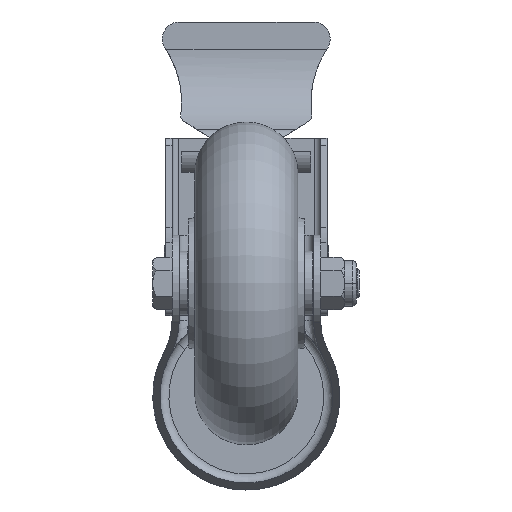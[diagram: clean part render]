
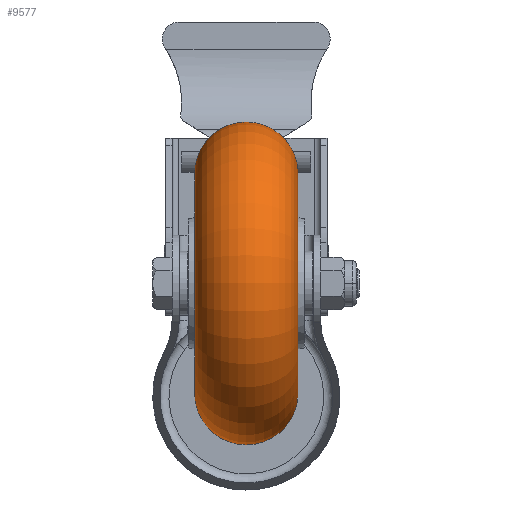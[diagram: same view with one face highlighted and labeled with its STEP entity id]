
A CAD part, front view. The second image highlights one B-rep face of the part: STEP entity #9577.
In plain terms, the highlighted toroidal (fillet/blend) face has major radius 34 mm and minor radius 16 mm.
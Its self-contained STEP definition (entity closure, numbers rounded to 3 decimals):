
#1372=CARTESIAN_POINT('',(15.994,0.,0.));
#1373=DIRECTION('',(-1.,0.,0.));
#1374=DIRECTION('',(0.,0.,-1.));
#1375=AXIS2_PLACEMENT_3D('',#1372,#1373,#1374);
#1377=CARTESIAN_POINT('',(-15.994,0.,0.));
#1378=DIRECTION('',(-1.,0.,0.));
#1379=DIRECTION('',(0.,0.,-1.));
#1380=AXIS2_PLACEMENT_3D('',#1377,#1378,#1379);
#1382=CARTESIAN_POINT('',(-15.994,0.,0.));
#1383=DIRECTION('',(-1.,0.,0.));
#1384=DIRECTION('',(0.,-1.,0.));
#1385=AXIS2_PLACEMENT_3D('',#1382,#1383,#1384);
#1387=CARTESIAN_POINT('',(15.994,0.,0.));
#1388=DIRECTION('',(-1.,0.,0.));
#1389=DIRECTION('',(0.,-1.,0.));
#1390=AXIS2_PLACEMENT_3D('',#1387,#1388,#1389);
#1412=CARTESIAN_POINT('',(0.,0.,34.));
#1413=DIRECTION('',(0.,-1.,0.));
#1414=DIRECTION('',(1.,0.,0.028));
#1415=AXIS2_PLACEMENT_3D('',#1412,#1413,#1414);
#1427=CARTESIAN_POINT('',(0.,0.,-34.));
#1428=DIRECTION('',(0.,1.,0.));
#1429=DIRECTION('',(1.,0.,-0.028));
#1430=AXIS2_PLACEMENT_3D('',#1427,#1428,#1429);
#7031=CARTESIAN_POINT('',(15.994,0.,-34.447));
#7032=CARTESIAN_POINT('',(15.994,-34.447,0.));
#7033=VERTEX_POINT('',#7031);
#7034=VERTEX_POINT('',#7032);
#7035=CARTESIAN_POINT('',(-15.994,0.,-34.447));
#7036=CARTESIAN_POINT('',(-15.994,-34.447,0.));
#7037=VERTEX_POINT('',#7035);
#7038=VERTEX_POINT('',#7036);
#7039=CARTESIAN_POINT('',(15.994,0.,34.447));
#7040=VERTEX_POINT('',#7039);
#7041=CARTESIAN_POINT('',(-15.994,0.,34.447));
#7042=VERTEX_POINT('',#7041);
#9559=CARTESIAN_POINT('',(0.,0.,0.));
#9560=DIRECTION('',(-1.,0.,0.));
#9561=DIRECTION('',(0.,0.,-1.));
#9562=AXIS2_PLACEMENT_3D('',#9559,#9560,#9561);
#9563=TOROIDAL_SURFACE('',#9562,34.,16.);
#9565=ORIENTED_EDGE('',*,*,#9564,.F.);
#9567=ORIENTED_EDGE('',*,*,#9566,.T.);
#9569=ORIENTED_EDGE('',*,*,#9568,.T.);
#9570=ORIENTED_EDGE('',*,*,#9547,.T.);
#9572=ORIENTED_EDGE('',*,*,#9571,.F.);
#9574=ORIENTED_EDGE('',*,*,#9573,.F.);
#9575=EDGE_LOOP('',(#9565,#9567,#9569,#9570,#9572,#9574));
#9576=FACE_OUTER_BOUND('',#9575,.F.);
#9577=ADVANCED_FACE('',(#9576),#9563,.T.);
#1376=CIRCLE('',#1375,34.447);
#1381=CIRCLE('',#1380,34.447);
#1386=CIRCLE('',#1385,34.447);
#1391=CIRCLE('',#1390,34.447);
#1416=CIRCLE('',#1415,16.);
#1431=CIRCLE('',#1430,16.);
#9547=EDGE_CURVE('',#7038,#7042,#1386,.T.);
#9564=EDGE_CURVE('',#7033,#7034,#1376,.T.);
#9566=EDGE_CURVE('',#7033,#7037,#1431,.T.);
#9568=EDGE_CURVE('',#7037,#7038,#1381,.T.);
#9571=EDGE_CURVE('',#7040,#7042,#1416,.T.);
#9573=EDGE_CURVE('',#7034,#7040,#1391,.T.);
